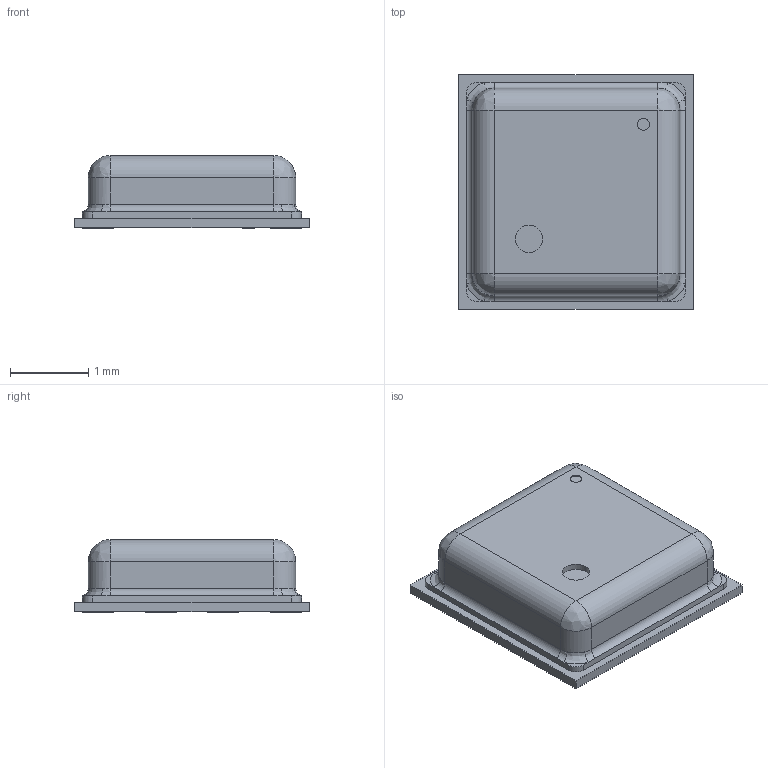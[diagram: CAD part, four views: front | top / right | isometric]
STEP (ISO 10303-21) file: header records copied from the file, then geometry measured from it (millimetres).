
FILE_DESCRIPTION (( 'STEP AP214' ), '1' );
FILE_NAME ('User Library-LGA8-3x3mm.STEP', '2017-11-21T09:35:33', ( '' ), ( '' ), 'SwSTEP 2.0', 'SolidWorks 2017', '' );
FILE_SCHEMA (( 'AUTOMOTIVE_DESIGN' ));
Length unit declared in the file: millimetre
Products named in the file (12): User Library-LGA8-3x3mm_Part 10; User Library-LGA8-3x3mm_Part 3; User Library-LGA8-3x3mm_Part 8; User Library-LGA8-3x3mm_Part 7; User Library-LGA8-3x3mm_Part 1; User Library-LGA8-3x3mm_Part 2; User Library-LGA8-3x3mm; User Library-LGA8-3x3mm_Part 6; User Library-LGA8-3x3mm_Part 5; User Library-LGA8-3x3mm_Deckel; User Library-LGA8-3x3mm_Part 4; User Library-LGA8-3x3mm_Part 9
Assembly tree (11 placements, depth 2):
  User Library-LGA8-3x3mm
    User Library-LGA8-3x3mm_Deckel
    User Library-LGA8-3x3mm_Part 1
    User Library-LGA8-3x3mm_Part 2
    User Library-LGA8-3x3mm_Part 3
    User Library-LGA8-3x3mm_Part 4
    User Library-LGA8-3x3mm_Part 5
    User Library-LGA8-3x3mm_Part 6
    User Library-LGA8-3x3mm_Part 7
    User Library-LGA8-3x3mm_Part 8
    User Library-LGA8-3x3mm_Part 9
    User Library-LGA8-3x3mm_Part 10
Bounding box: 3 x 3 x 0.93 mm (x, y, z)
Volume: 2.2 mm3; surface area: 49.8 mm2
Topology: 11 solids, 11 shells, 146 faces, 326 edges, 196 vertices
Faces by surface type: plane 80, cylinder 34, bspline 32
Entity records: 5140 total; most frequent: CARTESIAN_POINT 1582, ORIENTED_EDGE 636, DIRECTION 622, EDGE_CURVE 318, AXIS2_PLACEMENT_3D 212, VECTOR 198, LINE 198, VERTEX_POINT 196
